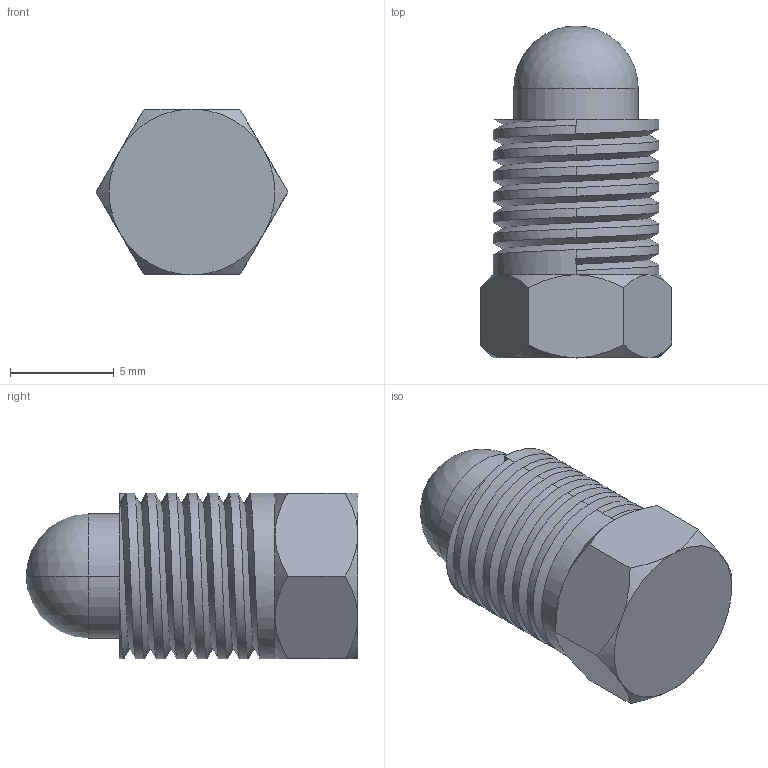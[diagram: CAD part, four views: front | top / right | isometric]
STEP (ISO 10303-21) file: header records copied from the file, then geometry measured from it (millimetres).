
FILE_DESCRIPTION (( 'STEP AP214' ), '1' );
FILE_NAME ('敕諳蹟佪CP-4.STEP', '2022-10-18T07:15:55', ( 'Windows User' ), ( 'P R C' ), 'SwSTEP 2.0', 'SolidWorks 2014', '' );
FILE_SCHEMA (( 'AUTOMOTIVE_DESIGN' ));
Length unit declared in the file: millimetre
Products named in the file (1): 敕諳蹟佪CP-4
Bounding box: 9.24 x 16 x 8 mm (x, y, z)
Volume: 671.5 mm3; surface area: 545.8 mm2
Topology: 1 solids, 1 shells, 44 faces, 111 edges, 68 vertices
Faces by surface type: cylinder 18, cone 12, plane 10, sphere 2, bspline 2
Entity records: 2160 total; most frequent: CARTESIAN_POINT 1241, ORIENTED_EDGE 214, DIRECTION 154, EDGE_CURVE 107, VERTEX_POINT 66, AXIS2_PLACEMENT_3D 63, EDGE_LOOP 45, FACE_OUTER_BOUND 44
